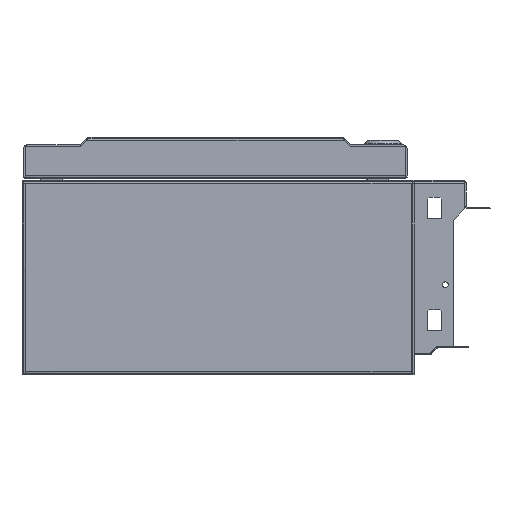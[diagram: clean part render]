
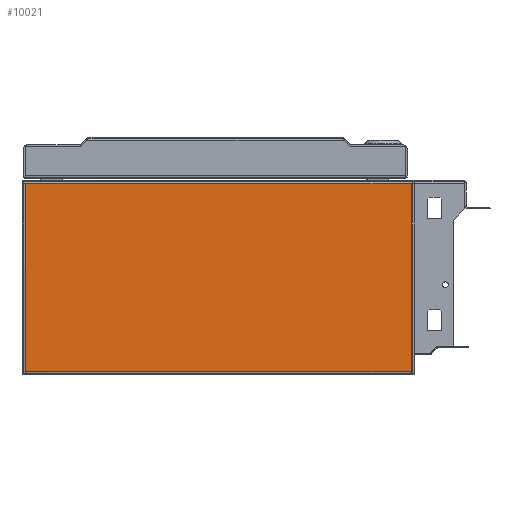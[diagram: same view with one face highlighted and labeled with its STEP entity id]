
A CAD part, front view. The second image highlights one B-rep face of the part: STEP entity #10021.
In plain terms, the highlighted face is planar.
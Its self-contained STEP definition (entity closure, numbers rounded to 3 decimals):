
#10021=ADVANCED_FACE('F51',(#13112),#11581,.T.);
#11581=PLANE('',#35300);
#13112=FACE_OUTER_BOUND('',#15002,.T.);
#15002=EDGE_LOOP('',(#20813,#20814,#20815,#20816));
#20813=ORIENTED_EDGE('',*,*,#30776,.F.);
#20814=ORIENTED_EDGE('',*,*,#30777,.F.);
#20815=ORIENTED_EDGE('',*,*,#30778,.F.);
#20816=ORIENTED_EDGE('',*,*,#30779,.F.);
#26915=VERTEX_POINT('',#48851);
#26985=VERTEX_POINT('',#49242);
#27039=VERTEX_POINT('',#49572);
#27045=VERTEX_POINT('',#49603);
#30776=EDGE_CURVE('E177',#27039,#26985,#33572,.T.);
#30777=EDGE_CURVE('E169',#27045,#27039,#33573,.T.);
#30778=EDGE_CURVE('E187',#26915,#27045,#33574,.T.);
#30779=EDGE_CURVE('E191',#26985,#26915,#33575,.T.);
#33572=B_SPLINE_CURVE_WITH_KNOTS('',1,(#49598,#49599),.UNSPECIFIED.,.F.,
 .F.,(2,2),(0.,1.),.UNSPECIFIED.);
#33573=B_SPLINE_CURVE_WITH_KNOTS('',1,(#49601,#49602),.UNSPECIFIED.,.F.,
 .F.,(2,2),(0.,1.),.UNSPECIFIED.);
#33574=B_SPLINE_CURVE_WITH_KNOTS('',1,(#49604,#49605),.UNSPECIFIED.,.F.,
 .F.,(2,2),(0.,1.),.UNSPECIFIED.);
#33575=B_SPLINE_CURVE_WITH_KNOTS('',1,(#49606,#49607),.UNSPECIFIED.,.F.,
 .F.,(2,2),(0.,1.),.UNSPECIFIED.);
#35300=AXIS2_PLACEMENT_3D('',#49608,#39857,#39858);
#39857=DIRECTION('',(0.,0.,1.));
#39858=DIRECTION('',(-1.,0.,0.));
#48851=CARTESIAN_POINT('',(-420.637,1301.029,-422.045));
#49242=CARTESIAN_POINT('',(-762.037,1301.029,-422.045));
#49572=CARTESIAN_POINT('',(-762.037,1134.629,-422.045));
#49598=CARTESIAN_POINT('',(-762.037,1134.629,-422.045));
#49599=CARTESIAN_POINT('',(-762.037,1301.029,-422.045));
#49601=CARTESIAN_POINT('',(-420.637,1134.629,-422.045));
#49602=CARTESIAN_POINT('',(-762.037,1134.629,-422.045));
#49603=CARTESIAN_POINT('',(-420.637,1134.629,-422.045));
#49604=CARTESIAN_POINT('',(-420.637,1301.029,-422.045));
#49605=CARTESIAN_POINT('',(-420.637,1134.629,-422.045));
#49606=CARTESIAN_POINT('',(-762.037,1301.029,-422.045));
#49607=CARTESIAN_POINT('',(-420.637,1301.029,-422.045));
#49608=CARTESIAN_POINT('',(-420.624,1301.029,-422.045));
